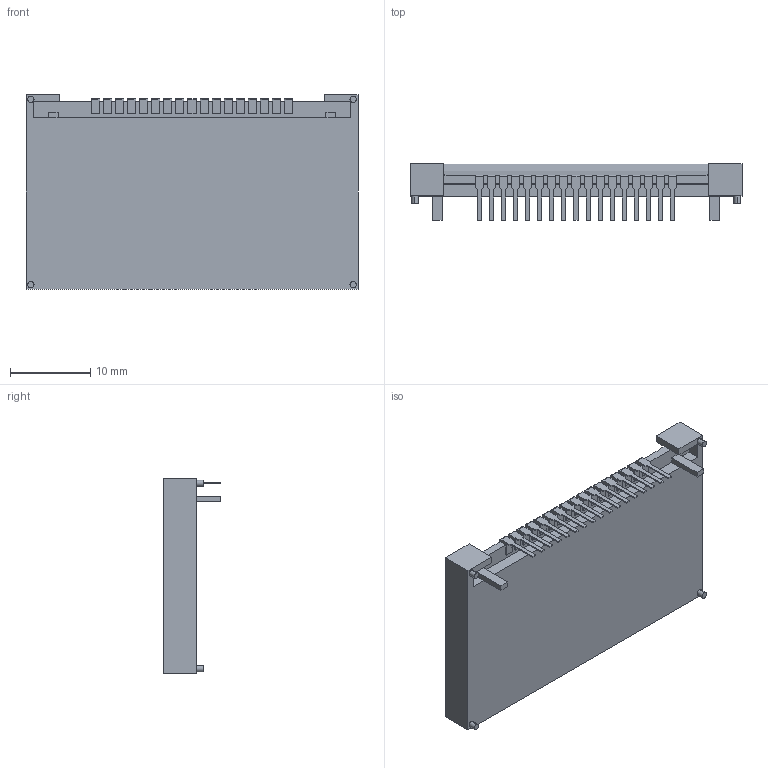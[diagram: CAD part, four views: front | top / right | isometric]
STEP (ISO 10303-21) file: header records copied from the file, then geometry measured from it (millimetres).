
FILE_DESCRIPTION (( 'STEP AP214' ), '1' );
FILE_NAME ('NHD-C12832A1Z-FSG.STEP', '2015-12-03T01:13:10', ( '' ), ( '' ), 'SwSTEP 2.0', 'SolidWorks 2015', '' );
FILE_SCHEMA (( 'AUTOMOTIVE_DESIGN' ));
Length unit declared in the file: millimetre
Products named in the file (1): NHD-C12832A1Z-FSG
Bounding box: 41.4 x 7 x 24.3 mm (x, y, z)
Volume: 3525.1 mm3; surface area: 2667.5 mm2
Topology: 1 solids, 1 shells, 303 faces, 884 edges, 588 vertices
Faces by surface type: plane 275, cylinder 28
Entity records: 12732 total; most frequent: CARTESIAN_POINT 1782, ORIENTED_EDGE 1768, DIRECTION 1544, EDGE_CURVE 884, VECTOR 828, LINE 828, VERTEX_POINT 588, AXIS2_PLACEMENT_3D 358
